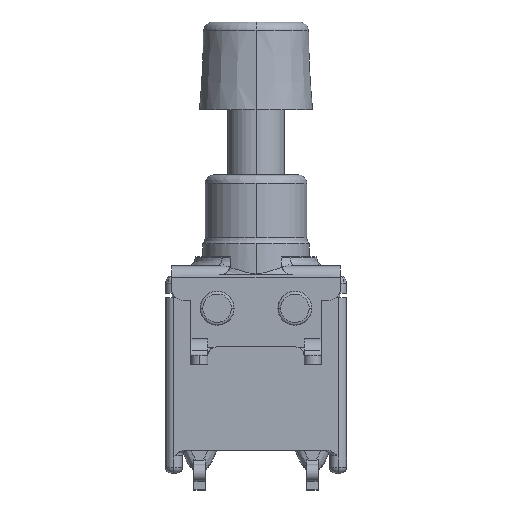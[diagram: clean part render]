
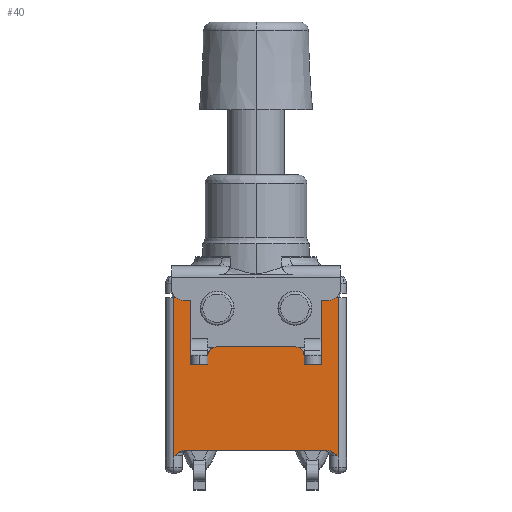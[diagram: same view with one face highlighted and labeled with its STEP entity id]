
A CAD part, top view. The second image highlights one B-rep face of the part: STEP entity #40.
In plain terms, the highlighted planar face has unit normal (0, 0, 1).
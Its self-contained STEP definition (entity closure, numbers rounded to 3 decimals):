
#40 = ADVANCED_FACE ( 'NONE', ( #1472 ), #1471, .T. ) ;
#41 = EDGE_LOOP ( 'NONE', ( #96, #97, #98, #99, #100, #101 ) ) ;
#96 = ORIENTED_EDGE ( 'NONE', *, *, #11196, .T. ) ;
#97 = ORIENTED_EDGE ( 'NONE', *, *, #1240, .T. ) ;
#98 = ORIENTED_EDGE ( 'NONE', *, *, #11172, .T. ) ;
#99 = ORIENTED_EDGE ( 'NONE', *, *, #12827, .T. ) ;
#100 = ORIENTED_EDGE ( 'NONE', *, *, #671, .T. ) ;
#101 = ORIENTED_EDGE ( 'NONE', *, *, #102, .T. ) ;
#102 = EDGE_CURVE ( 'NONE', #672, #10808, #1561, .T. ) ;
#671 = EDGE_CURVE ( 'NONE', #12822, #672, #2694, .T. ) ;
#672 = VERTEX_POINT ( 'NONE', #2751 ) ;
#1240 = EDGE_CURVE ( 'NONE', #11001, #10898, #3789, .T. ) ;
#1467 = DIRECTION ( 'NONE',  ( 1., 0., 0. ) ) ;
#1468 = DIRECTION ( 'NONE',  ( 0., 0., 1. ) ) ;
#1469 = CARTESIAN_POINT ( 'NONE',  ( 0., -5.131, 2.54 ) ) ;
#1470 = AXIS2_PLACEMENT_3D ( 'NONE', #1469, #1468, #1467 ) ;
#1471 = PLANE ( 'NONE',  #1470 ) ;
#1472 = FACE_OUTER_BOUND ( 'NONE', #41, .T. ) ;
#1558 = DIRECTION ( 'NONE',  ( 0., -1., 0. ) ) ;
#1559 = VECTOR ( 'NONE', #1558, 1000. ) ;
#1560 = CARTESIAN_POINT ( 'NONE',  ( -3.683, -5.131, 2.54 ) ) ;
#1561 = LINE ( 'NONE', #1560, #1559 ) ;
#1746 = VECTOR ( 'NONE', #1961, 1000. ) ;
#1961 = DIRECTION ( 'NONE',  ( -1., 0., 0. ) ) ;
#2693 = CARTESIAN_POINT ( 'NONE',  ( 0., 0., 2.54 ) ) ;
#2694 = LINE ( 'NONE', #2693, #1746 ) ;
#2751 = CARTESIAN_POINT ( 'NONE',  ( -3.683, 0., 2.54 ) ) ;
#3786 = DIRECTION ( 'NONE',  ( 1., 0., 0. ) ) ;
#3787 = VECTOR ( 'NONE', #3786, 1000. ) ;
#3788 = CARTESIAN_POINT ( 'NONE',  ( 0., -6.858, 2.54 ) ) ;
#3789 = LINE ( 'NONE', #3788, #3787 ) ;
#4225 = CARTESIAN_POINT ( 'NONE',  ( 3.175, -6.858, 2.54 ) ) ;
#4829 = CARTESIAN_POINT ( 'NONE',  ( -3.683, -7.112, 2.54 ) ) ;
#4887 = CARTESIAN_POINT ( 'NONE',  ( -3.175, -6.858, 2.54 ) ) ;
#4949 = B_SPLINE_CURVE_WITH_KNOTS ( 'NONE', 3,
 ( #4991, #4990, #4989, #4988, #4987, #4986, #4985, #4984, #4983, #4982, #4981, #4980, #4979 ),
 .UNSPECIFIED., .F., .F.,
 ( 4, 2, 1, 1, 1, 2, 2, 4 ),
 ( 0., 0.5, 0.625, 0.687, 0.719, 0.734, 0.75, 1. ),
 .UNSPECIFIED. ) ;
#4962 = CARTESIAN_POINT ( 'NONE',  ( 3.683, -7.112, 2.54 ) ) ;
#4967 = CARTESIAN_POINT ( 'NONE',  ( -3.517, -6.984, 2.54 ) ) ;
#4968 = CARTESIAN_POINT ( 'NONE',  ( -3.546, -7.004, 2.54 ) ) ;
#4969 = CARTESIAN_POINT ( 'NONE',  ( -3.549, -7.006, 2.54 ) ) ;
#4970 = CARTESIAN_POINT ( 'NONE',  ( -3.558, -7.013, 2.54 ) ) ;
#4971 = CARTESIAN_POINT ( 'NONE',  ( -3.572, -7.024, 2.54 ) ) ;
#4972 = CARTESIAN_POINT ( 'NONE',  ( -3.611, -7.054, 2.54 ) ) ;
#4973 = CARTESIAN_POINT ( 'NONE',  ( -3.652, -7.087, 2.54 ) ) ;
#4974 = CARTESIAN_POINT ( 'NONE',  ( -3.683, -7.112, 2.54 ) ) ;
#4976 = B_SPLINE_CURVE_WITH_KNOTS ( 'NONE', 3,
 ( #4974, #4973, #4972, #4971, #4970, #4969, #4968, #4967, #5032, #5031, #5030, #5029, #5028, #5027 ),
 .UNSPECIFIED., .F., .F.,
 ( 4, 1, 1, 2, 2, 2, 2, 4 ),
 ( 0., 0.125, 0.187, 0.219, 0.25, 0.375, 0.5, 1. ),
 .UNSPECIFIED. ) ;
#4979 = CARTESIAN_POINT ( 'NONE',  ( 3.683, -7.112, 2.54 ) ) ;
#4980 = CARTESIAN_POINT ( 'NONE',  ( 3.62, -7.06, 2.54 ) ) ;
#4981 = CARTESIAN_POINT ( 'NONE',  ( 3.572, -7.023, 2.54 ) ) ;
#4982 = CARTESIAN_POINT ( 'NONE',  ( 3.538, -6.999, 2.54 ) ) ;
#4983 = CARTESIAN_POINT ( 'NONE',  ( 3.534, -6.996, 2.54 ) ) ;
#4984 = CARTESIAN_POINT ( 'NONE',  ( 3.528, -6.992, 2.54 ) ) ;
#4985 = CARTESIAN_POINT ( 'NONE',  ( 3.519, -6.986, 2.54 ) ) ;
#4986 = CARTESIAN_POINT ( 'NONE',  ( 3.499, -6.972, 2.54 ) ) ;
#4987 = CARTESIAN_POINT ( 'NONE',  ( 3.459, -6.946, 2.54 ) ) ;
#4988 = CARTESIAN_POINT ( 'NONE',  ( 3.427, -6.928, 2.54 ) ) ;
#4989 = CARTESIAN_POINT ( 'NONE',  ( 3.325, -6.878, 2.54 ) ) ;
#4990 = CARTESIAN_POINT ( 'NONE',  ( 3.249, -6.858, 2.54 ) ) ;
#4991 = CARTESIAN_POINT ( 'NONE',  ( 3.175, -6.858, 2.54 ) ) ;
#5027 = CARTESIAN_POINT ( 'NONE',  ( -3.175, -6.858, 2.54 ) ) ;
#5028 = CARTESIAN_POINT ( 'NONE',  ( -3.25, -6.858, 2.54 ) ) ;
#5029 = CARTESIAN_POINT ( 'NONE',  ( -3.327, -6.878, 2.54 ) ) ;
#5030 = CARTESIAN_POINT ( 'NONE',  ( -3.427, -6.928, 2.54 ) ) ;
#5031 = CARTESIAN_POINT ( 'NONE',  ( -3.45, -6.941, 2.54 ) ) ;
#5032 = CARTESIAN_POINT ( 'NONE',  ( -3.494, -6.969, 2.54 ) ) ;
#5941 = CARTESIAN_POINT ( 'NONE',  ( 3.683, 0., 2.54 ) ) ;
#5994 = DIRECTION ( 'NONE',  ( 0., 1., 0. ) ) ;
#5995 = VECTOR ( 'NONE', #5994, 1000. ) ;
#5996 = CARTESIAN_POINT ( 'NONE',  ( 3.683, -5.131, 2.54 ) ) ;
#5997 = LINE ( 'NONE', #5996, #5995 ) ;
#10808 = VERTEX_POINT ( 'NONE', #4829 ) ;
#10898 = VERTEX_POINT ( 'NONE', #4225 ) ;
#11001 = VERTEX_POINT ( 'NONE', #4887 ) ;
#11112 = VERTEX_POINT ( 'NONE', #4962 ) ;
#11172 = EDGE_CURVE ( 'NONE', #10898, #11112, #4949, .T. ) ;
#11196 = EDGE_CURVE ( 'NONE', #10808, #11001, #4976, .T. ) ;
#12822 = VERTEX_POINT ( 'NONE', #5941 ) ;
#12827 = EDGE_CURVE ( 'NONE', #11112, #12822, #5997, .T. ) ;
